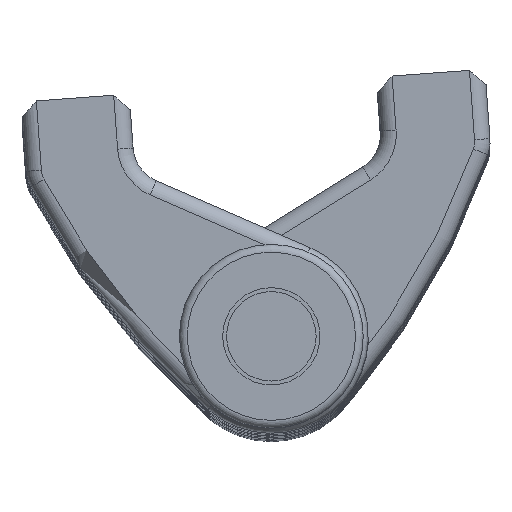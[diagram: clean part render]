
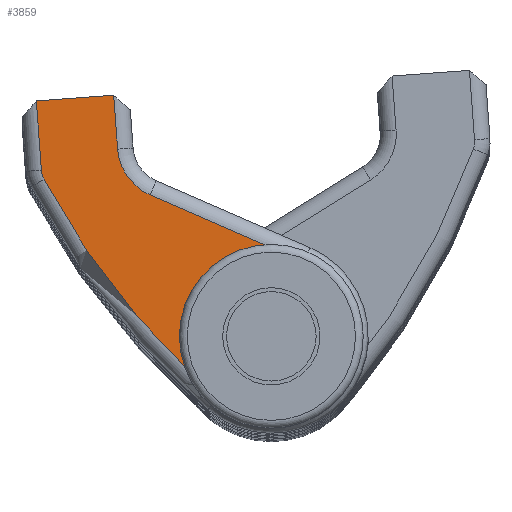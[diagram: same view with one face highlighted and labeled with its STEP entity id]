
A CAD part, top view. The second image highlights one B-rep face of the part: STEP entity #3859.
In plain terms, the highlighted face is planar.
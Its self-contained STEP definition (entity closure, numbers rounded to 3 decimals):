
#350=PLANE('',#4322);
#431=FACE_OUTER_BOUND('',#673,.T.);
#673=EDGE_LOOP('',(#2648,#2649,#2650,#2651,#2652,#2653,#2654,#2655));
#941=CIRCLE('',#4320,11.25);
#943=CIRCLE('',#4323,7.);
#944=CIRCLE('',#4324,3.);
#945=CIRCLE('',#4325,98.);
#1247=LINE('',#6408,#1421);
#1248=LINE('',#6412,#1422);
#1249=LINE('',#6414,#1423);
#1250=LINE('',#6416,#1424);
#1421=VECTOR('',#4995,10.);
#1422=VECTOR('',#4998,10.);
#1423=VECTOR('',#4999,10.);
#1424=VECTOR('',#5000,10.);
#1601=VERTEX_POINT('',#6339);
#1607=VERTEX_POINT('',#6391);
#1608=VERTEX_POINT('',#6407);
#1609=VERTEX_POINT('',#6409);
#1610=VERTEX_POINT('',#6411);
#1611=VERTEX_POINT('',#6413);
#1612=VERTEX_POINT('',#6415);
#1613=VERTEX_POINT('',#6417);
#2017=EDGE_CURVE('',#1601,#1607,#941,.T.);
#2019=EDGE_CURVE('',#1608,#1601,#1247,.T.);
#2020=EDGE_CURVE('',#1609,#1608,#943,.T.);
#2021=EDGE_CURVE('',#1610,#1609,#1248,.T.);
#2022=EDGE_CURVE('',#1610,#1611,#1249,.T.);
#2023=EDGE_CURVE('',#1612,#1611,#1250,.T.);
#2024=EDGE_CURVE('',#1613,#1612,#944,.T.);
#2025=EDGE_CURVE('',#1607,#1613,#945,.T.);
#2648=ORIENTED_EDGE('',*,*,#2017,.F.);
#2649=ORIENTED_EDGE('',*,*,#2019,.F.);
#2650=ORIENTED_EDGE('',*,*,#2020,.F.);
#2651=ORIENTED_EDGE('',*,*,#2021,.F.);
#2652=ORIENTED_EDGE('',*,*,#2022,.T.);
#2653=ORIENTED_EDGE('',*,*,#2023,.F.);
#2654=ORIENTED_EDGE('',*,*,#2024,.F.);
#2655=ORIENTED_EDGE('',*,*,#2025,.F.);
#3859=ADVANCED_FACE('',(#431),#350,.F.);
#4320=AXIS2_PLACEMENT_3D('',#6404,#4989,#4990);
#4322=AXIS2_PLACEMENT_3D('',#6406,#4993,#4994);
#4323=AXIS2_PLACEMENT_3D('',#6410,#4996,#4997);
#4324=AXIS2_PLACEMENT_3D('',#6418,#5001,#5002);
#4325=AXIS2_PLACEMENT_3D('',#6419,#5003,#5004);
#4989=DIRECTION('center_axis',(0.,0.,-1.));
#4990=DIRECTION('ref_axis',(0.801,0.598,0.));
#4993=DIRECTION('center_axis',(0.,0.,1.));
#4994=DIRECTION('ref_axis',(1.,0.,0.));
#4995=DIRECTION('',(-0.886,-0.464,0.));
#4996=DIRECTION('center_axis',(0.,0.,-1.));
#4997=DIRECTION('ref_axis',(0.856,-0.518,0.));
#4998=DIRECTION('',(0.,-1.,0.));
#4999=DIRECTION('',(1.,0.,0.));
#5000=DIRECTION('',(0.,1.,0.));
#5001=DIRECTION('center_axis',(0.,0.,1.));
#5002=DIRECTION('ref_axis',(0.979,-0.206,0.));
#5003=DIRECTION('center_axis',(0.,0.,1.));
#5004=DIRECTION('ref_axis',(0.826,-0.564,0.));
#6339=CARTESIAN_POINT('',(-1.298,11.175,-44.25));
#6391=CARTESIAN_POINT('',(10.387,-4.322,-44.25));
#6404=CARTESIAN_POINT('Origin',(0.,0.,-44.25));
#6406=CARTESIAN_POINT('Origin',(10.534,11.563,-44.25));
#6407=CARTESIAN_POINT('',(14.25,19.324,-44.25));
#6408=CARTESIAN_POINT('',(11.196,17.724,-44.25));
#6409=CARTESIAN_POINT('',(18.,25.524,-44.25));
#6410=CARTESIAN_POINT('Origin',(11.,25.524,-44.25));
#6411=CARTESIAN_POINT('',(18.,32.5,-44.25));
#6412=CARTESIAN_POINT('',(18.,21.031,-44.25));
#6413=CARTESIAN_POINT('',(28.,32.5,-44.25));
#6414=CARTESIAN_POINT('',(18.,32.5,-44.25));
#6415=CARTESIAN_POINT('',(28.,23.537,-44.25));
#6416=CARTESIAN_POINT('',(28.,17.55,-44.25));
#6417=CARTESIAN_POINT('',(27.746,22.329,-44.25));
#6418=CARTESIAN_POINT('Origin',(25.,23.537,-44.25));
#6419=CARTESIAN_POINT('Origin',(-61.962,61.782,-44.25));
